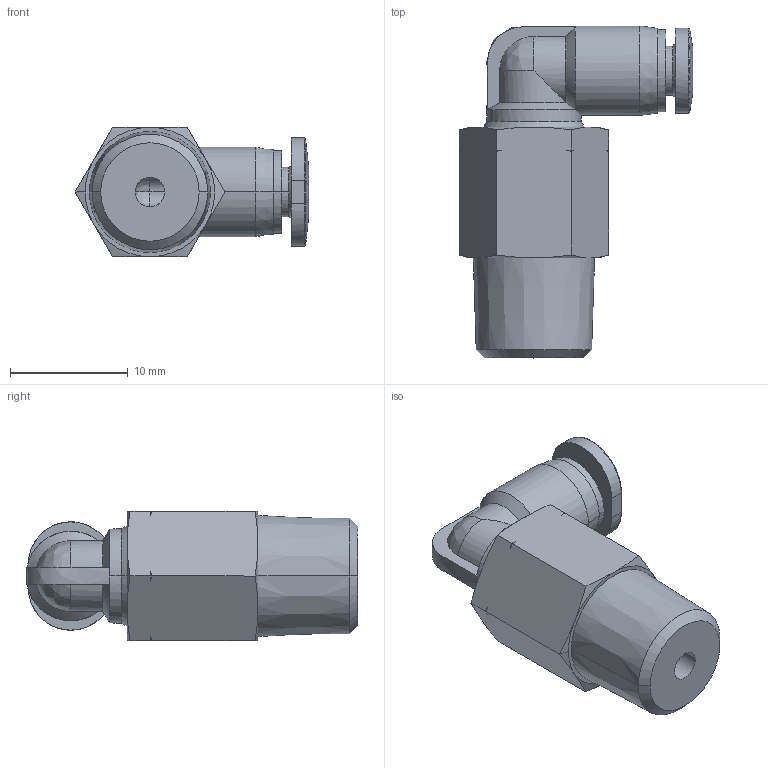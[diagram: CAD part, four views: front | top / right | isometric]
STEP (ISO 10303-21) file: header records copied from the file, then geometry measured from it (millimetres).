
FILE_DESCRIPTION (( 'STEP AP203' ), '1' );
FILE_NAME ('MEL18-18N.step', '2016-02-15T20:01:04', ( '' ), ( '' ), 'SwSTEP 2.0', 'SolidWorks 2015', '' );
FILE_SCHEMA (( 'CONFIG_CONTROL_DESIGN' ));
Length unit declared in the file: inch
Products named in the file (1): MEL18-18N
Bounding box: 19.85 x 28.2 x 11 mm (x, y, z)
Volume: 2323.7 mm3; surface area: 1672.2 mm2
Topology: 1 solids, 1 shells, 101 faces, 239 edges, 144 vertices
Faces by surface type: cone 44, cylinder 20, bspline 19, plane 18
Entity records: 4393 total; most frequent: CARTESIAN_POINT 2200, ORIENTED_EDGE 474, DIRECTION 386, EDGE_CURVE 237, AXIS2_PLACEMENT_3D 162, VERTEX_POINT 144, EDGE_LOOP 109, ADVANCED_FACE 101
